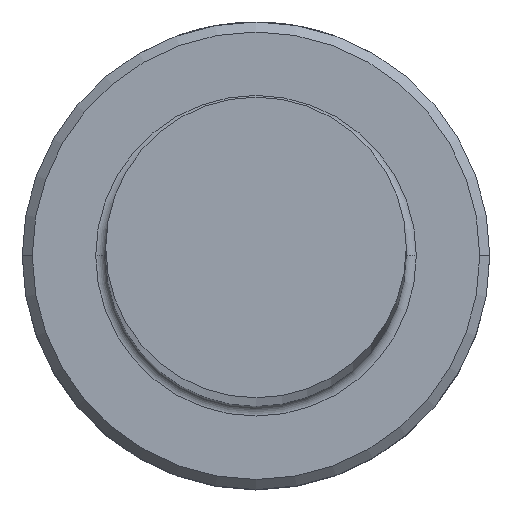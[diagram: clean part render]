
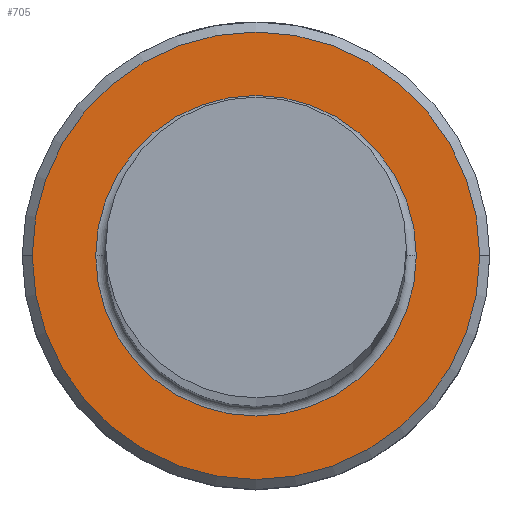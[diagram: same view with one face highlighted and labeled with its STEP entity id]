
A CAD part, top view. The second image highlights one B-rep face of the part: STEP entity #705.
In plain terms, the highlighted planar face has unit normal (0, 0, 1).
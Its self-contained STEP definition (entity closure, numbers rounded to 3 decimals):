
#11 = EDGE_LOOP ( 'NONE', ( #191, #101 ) ) ;
#16 = AXIS2_PLACEMENT_3D ( 'NONE', #58, #55, #51 ) ;
#17 = FACE_BOUND ( 'NONE', #11, .T. ) ;
#28 = ORIENTED_EDGE ( 'NONE', *, *, #180, .T. ) ;
#51 = DIRECTION ( 'NONE',  ( -1., 0., 0. ) ) ;
#55 = DIRECTION ( 'NONE',  ( 0., 0., -1. ) ) ;
#58 = CARTESIAN_POINT ( 'NONE',  ( 0., 0., 8. ) ) ;
#101 = ORIENTED_EDGE ( 'NONE', *, *, #234, .T. ) ;
#110 = CIRCLE ( 'NONE', #525, 4.8 ) ;
#117 = CARTESIAN_POINT ( 'NONE',  ( 0., 0., 8. ) ) ;
#149 = AXIS2_PLACEMENT_3D ( 'NONE', #482, #487, #393 ) ;
#151 = CIRCLE ( 'NONE', #149, 6.7 ) ;
#180 = EDGE_CURVE ( 'NONE', #895, #432, #239, .T. ) ;
#191 = ORIENTED_EDGE ( 'NONE', *, *, #369, .T. ) ;
#202 = DIRECTION ( 'NONE',  ( 1., 0., 0. ) ) ;
#203 = EDGE_LOOP ( 'NONE', ( #28, #824 ) ) ;
#212 = CIRCLE ( 'NONE', #16, 4.8 ) ;
#234 = EDGE_CURVE ( 'NONE', #678, #748, #212, .T. ) ;
#239 = CIRCLE ( 'NONE', #853, 6.7 ) ;
#244 = DIRECTION ( 'NONE',  ( 0., 0., 1. ) ) ;
#245 = AXIS2_PLACEMENT_3D ( 'NONE', #117, #854, #305 ) ;
#248 = CARTESIAN_POINT ( 'NONE',  ( 0., 0., 8. ) ) ;
#269 = CARTESIAN_POINT ( 'NONE',  ( 6.7, 0., 8. ) ) ;
#301 = EDGE_CURVE ( 'NONE', #432, #895, #151, .T. ) ;
#305 = DIRECTION ( 'NONE',  ( 1., 0., 0. ) ) ;
#333 = FACE_OUTER_BOUND ( 'NONE', #203, .T. ) ;
#369 = EDGE_CURVE ( 'NONE', #748, #678, #110, .T. ) ;
#393 = DIRECTION ( 'NONE',  ( 1., 0., 0. ) ) ;
#432 = VERTEX_POINT ( 'NONE', #269 ) ;
#482 = CARTESIAN_POINT ( 'NONE',  ( 0., 0., 8. ) ) ;
#487 = DIRECTION ( 'NONE',  ( 0., 0., 1. ) ) ;
#525 = AXIS2_PLACEMENT_3D ( 'NONE', #987, #1082, #797 ) ;
#576 = PLANE ( 'NONE',  #245 ) ;
#678 = VERTEX_POINT ( 'NONE', #685 ) ;
#685 = CARTESIAN_POINT ( 'NONE',  ( 4.8, 0., 8. ) ) ;
#705 = ADVANCED_FACE ( 'NONE', ( #333, #17 ), #576, .T. ) ;
#748 = VERTEX_POINT ( 'NONE', #1130 ) ;
#797 = DIRECTION ( 'NONE',  ( -1., 0., 0. ) ) ;
#824 = ORIENTED_EDGE ( 'NONE', *, *, #301, .T. ) ;
#853 = AXIS2_PLACEMENT_3D ( 'NONE', #248, #244, #202 ) ;
#854 = DIRECTION ( 'NONE',  ( 0., 0., 1. ) ) ;
#895 = VERTEX_POINT ( 'NONE', #897 ) ;
#897 = CARTESIAN_POINT ( 'NONE',  ( -6.7, 0., 8. ) ) ;
#987 = CARTESIAN_POINT ( 'NONE',  ( 0., 0., 8. ) ) ;
#1082 = DIRECTION ( 'NONE',  ( 0., 0., -1. ) ) ;
#1130 = CARTESIAN_POINT ( 'NONE',  ( -4.8, 0., 8. ) ) ;
